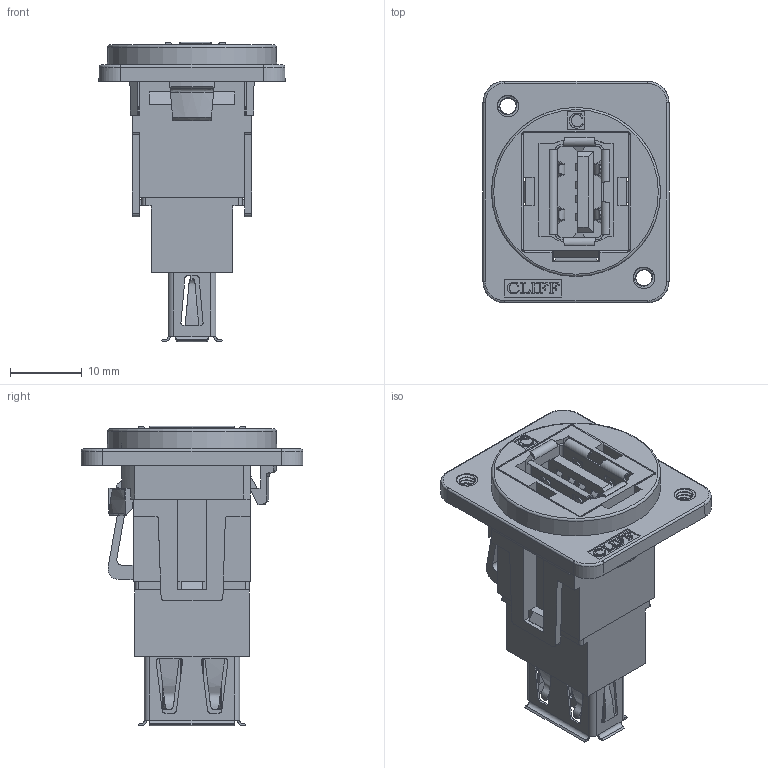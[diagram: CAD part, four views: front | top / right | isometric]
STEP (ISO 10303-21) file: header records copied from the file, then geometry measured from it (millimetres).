
FILE_DESCRIPTION(/* description */ (''),/* implementation_level */ '2;1');
FILE_NAME(/* name */ 'CP30208NM3B USB2 A-A.stp',/* time_stamp */ '2025-04-11T11:18:51+01:00',/* author */ ('tottley'),/* organization */ (''),/* preprocessor_version */ 'ST-DEVELOPER v20',/* originating_system */ 'Autodesk Inventor 2025',/* authorisation */ '');
FILE_SCHEMA (('AUTOMOTIVE_DESIGN { 1 0 10303 214 3 1 1 }'));
Products named in the file (1): CP30208NMB USB2 A-A
Bounding box: 26 x 31 x 41.86 mm (x, y, z)
Volume: 8468.5 mm3; surface area: 8213.6 mm2
Topology: 3 solids, 3 shells, 787 faces, 2206 edges, 1417 vertices
Faces by surface type: plane 455, bspline 169, cylinder 145, cone 10, torus 8
Full cylindrical faces by diameter (mm): 2.259 x2, 3 x4
Entity records: 47821 total; most frequent: CARTESIAN_POINT 27524, ORIENTED_EDGE 4418, DIRECTION 3440, EDGE_CURVE 2209, LINE 1540, VECTOR 1540, VERTEX_POINT 1417, AXIS2_PLACEMENT_3D 950
